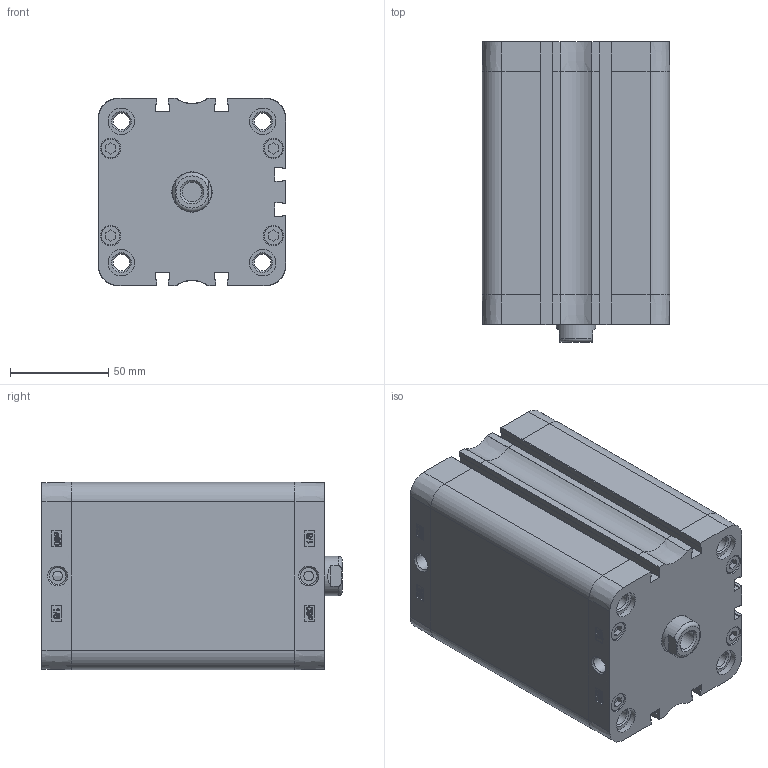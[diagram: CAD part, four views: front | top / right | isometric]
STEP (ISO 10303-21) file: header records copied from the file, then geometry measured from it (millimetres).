
FILE_DESCRIPTION((''),'2;1');
FILE_NAME('PDM080.090.GS.F.stp','2013-02-05T10:07:00',('Administrator'),(''),'Autodesk Inventor 2012','Autodesk Inventor 2012','');
FILE_SCHEMA(('CONFIG_CONTROL_DESIGN'));
Length unit declared in the file: millimetre
Products named in the file (1): PDM080.090.GS.F
Bounding box: 95.5 x 153 x 95.5 mm (x, y, z)
Volume: 538422.4 mm3; surface area: 173553.2 mm2
Topology: 1 solids, 5 shells, 843 faces, 2036 edges, 1276 vertices
Faces by surface type: plane 354, bspline 218, cylinder 146, torus 56, cone 47, sphere 22
Full cylindrical faces by diameter (mm): 5 x2, 6.3 x4, 8.376 x8, 8.566 x2, 9.8 x8, 9.976 x4, 10.106 x1, 10.3 x8, 12 x1, 13.5 x8, 20 x1, 20.5 x1, 80 x1, 83.5 x1, 83.7 x1
Entity records: 28091 total; most frequent: CARTESIAN_POINT 9423, ORIENTED_EDGE 3830, DIRECTION 3123, EDGE_CURVE 1915, VERTEX_POINT 1254, AXIS2_PLACEMENT_3D 1072, EDGE_LOOP 1023, VECTOR 979
